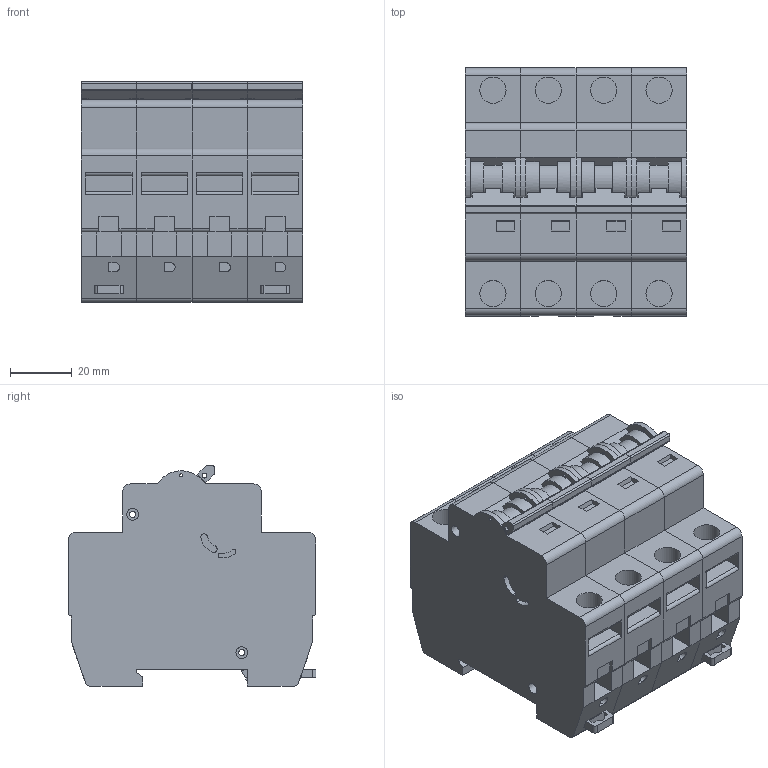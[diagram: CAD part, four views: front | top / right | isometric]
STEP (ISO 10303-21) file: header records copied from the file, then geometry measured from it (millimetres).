
FILE_DESCRIPTION (( 'STEP AP214' ), '1' );
FILE_NAME ('01.01.03.01 ÂÀ47-60 õ-êà Ñ 4Ð.STEP', '2017-03-13T08:58:15', ( '' ), ( '' ), 'SwSTEP 2.0', 'SolidWorks 2014', '' );
FILE_SCHEMA (( 'AUTOMOTIVE_DESIGN' ));
Length unit declared in the file: millimetre
Products named in the file (1): 01.01.03.01 ÂÀ47-60 õ-êà Ñ 4Ð
Bounding box: 72 x 80.6 x 71.57 mm (x, y, z)
Volume: 301202.2 mm3; surface area: 70531.1 mm2
Topology: 4 solids, 4 shells, 686 faces, 1772 edges, 1160 vertices
Faces by surface type: plane 468, cylinder 218
Full cylindrical faces by diameter (mm): 1 x8, 1.6 x8, 2 x8, 3.8 x16, 8.5 x8
Entity records: 28095 total; most frequent: CARTESIAN_POINT 3615, DIRECTION 3474, ORIENTED_EDGE 3408, EDGE_CURVE 1704, LINE 1252, VECTOR 1252, VERTEX_POINT 1140, AXIS2_PLACEMENT_3D 1111
